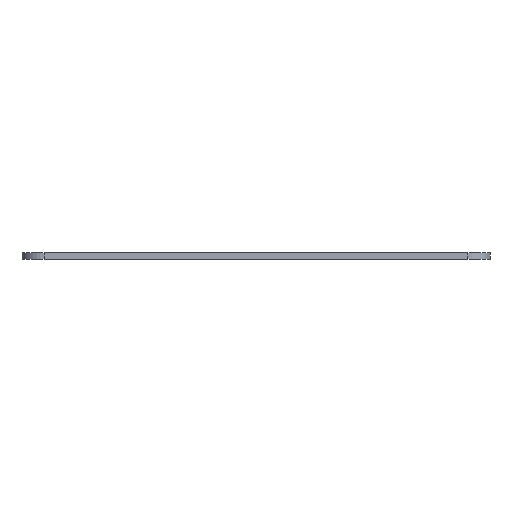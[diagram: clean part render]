
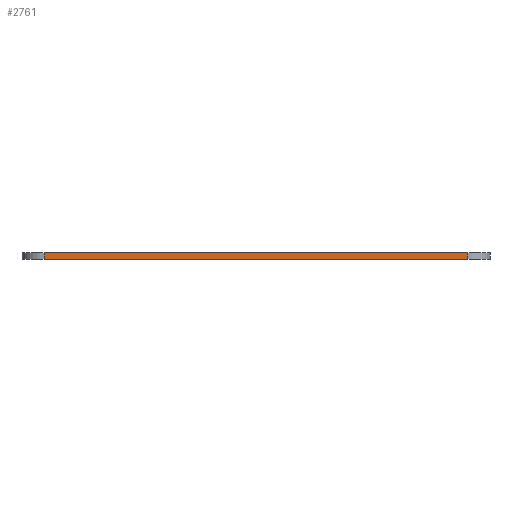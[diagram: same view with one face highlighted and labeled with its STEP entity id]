
A CAD part, left-side view. The second image highlights one B-rep face of the part: STEP entity #2761.
In plain terms, the highlighted planar face has unit normal (-1, 0, 0).
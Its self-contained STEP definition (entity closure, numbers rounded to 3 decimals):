
#57=PLANE('',#2991);
#129=FACE_OUTER_BOUND('',#291,.T.);
#291=EDGE_LOOP('',(#1997,#1998,#1999,#2000));
#456=LINE('',#4075,#732);
#521=LINE('',#4344,#797);
#522=LINE('',#4347,#798);
#523=LINE('',#4348,#799);
#732=VECTOR('',#3222,10.);
#797=VECTOR('',#3429,10.);
#798=VECTOR('',#3432,10.);
#799=VECTOR('',#3433,10.);
#1154=VERTEX_POINT('',#4072);
#1155=VERTEX_POINT('',#4074);
#1288=VERTEX_POINT('',#4342);
#1289=VERTEX_POINT('',#4346);
#1436=EDGE_CURVE('',#1154,#1155,#456,.T.);
#1571=EDGE_CURVE('',#1155,#1288,#521,.T.);
#1572=EDGE_CURVE('',#1289,#1154,#522,.T.);
#1573=EDGE_CURVE('',#1288,#1289,#523,.T.);
#1997=ORIENTED_EDGE('',*,*,#1571,.F.);
#1998=ORIENTED_EDGE('',*,*,#1436,.F.);
#1999=ORIENTED_EDGE('',*,*,#1572,.F.);
#2000=ORIENTED_EDGE('',*,*,#1573,.F.);
#2761=ADVANCED_FACE('',(#129),#57,.T.);
#2991=AXIS2_PLACEMENT_3D('',#4345,#3430,#3431);
#3222=DIRECTION('',(0.,1.,0.));
#3429=DIRECTION('',(0.,0.,1.));
#3430=DIRECTION('center_axis',(-1.,0.,0.));
#3431=DIRECTION('ref_axis',(0.,-1.,0.));
#3432=DIRECTION('',(0.,0.,-1.));
#3433=DIRECTION('',(0.,-1.,0.));
#4072=CARTESIAN_POINT('',(-55.647,-47.992,0.));
#4074=CARTESIAN_POINT('',(-55.647,47.008,0.));
#4075=CARTESIAN_POINT('',(-55.647,-52.992,0.));
#4342=CARTESIAN_POINT('',(-55.647,47.008,1.5));
#4344=CARTESIAN_POINT('',(-55.647,47.008,0.));
#4345=CARTESIAN_POINT('Origin',(-55.647,52.008,0.));
#4346=CARTESIAN_POINT('',(-55.647,-47.992,1.5));
#4347=CARTESIAN_POINT('',(-55.647,-47.992,0.));
#4348=CARTESIAN_POINT('',(-55.647,-52.992,1.5));
